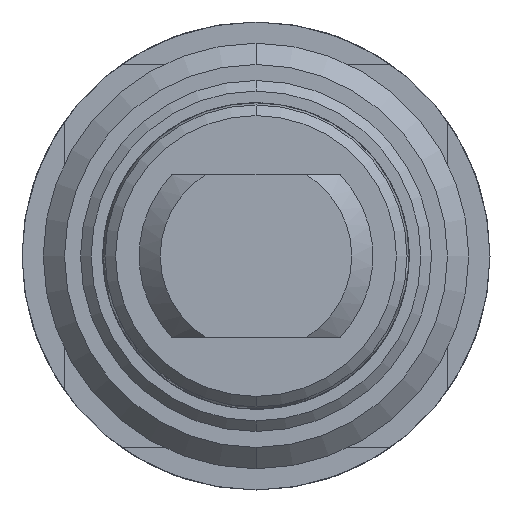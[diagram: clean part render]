
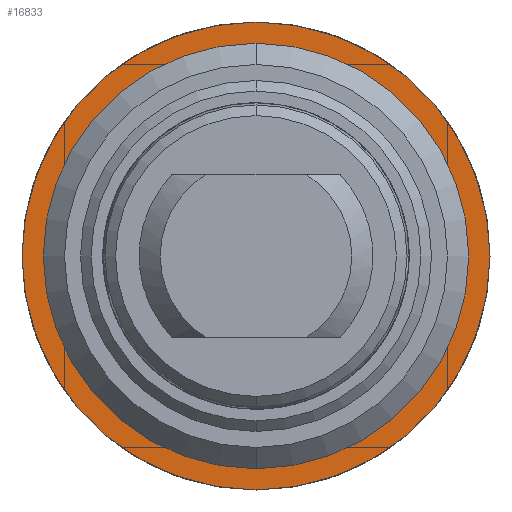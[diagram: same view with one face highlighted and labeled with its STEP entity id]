
A CAD part, front view. The second image highlights one B-rep face of the part: STEP entity #16833.
In plain terms, the highlighted planar face has unit normal (0, -1, 0).
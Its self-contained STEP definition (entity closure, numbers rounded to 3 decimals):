
#385 = VERTEX_POINT ( 'NONE', #470 ) ;
#470 = CARTESIAN_POINT ( 'NONE',  ( 0., 0., -0.9 ) ) ;
#666 = VERTEX_POINT ( 'NONE', #10094 ) ;
#764 = DIRECTION ( 'NONE',  ( 0., 0., -1. ) ) ;
#1424 = DIRECTION ( 'NONE',  ( 0., -1., 0. ) ) ;
#2418 = CARTESIAN_POINT ( 'NONE',  ( 0., 0., 0.9 ) ) ;
#2643 = PLANE ( 'NONE',  #10944 ) ;
#2670 = CIRCLE ( 'NONE', #5641, 1.1 ) ;
#2799 = CARTESIAN_POINT ( 'NONE',  ( 0., 0., 0. ) ) ;
#2951 = EDGE_CURVE ( 'Defeature ausgef�hrt2_27+Defeature ausgef�hrt2_36+Defeature ausgef�hrt2_36+Defeature ausgef�hrt2_36', #385, #5998, #12350, .T. ) ;
#3126 = AXIS2_PLACEMENT_3D ( 'NONE', #17896, #13502, #764 ) ;
#3951 = EDGE_CURVE ( 'Defeature ausgef�hrt2_27+Defeature ausgef�hrt2_36+Defeature ausgef�hrt2_36+Defeature ausgef�hrt2_36', #5998, #385, #11615, .T. ) ;
#4478 = DIRECTION ( 'NONE',  ( 0., 0., -1. ) ) ;
#4917 = EDGE_LOOP ( 'NONE', ( #6936, #17626 ) ) ;
#5277 = DIRECTION ( 'NONE',  ( 0., 0., -1. ) ) ;
#5573 = ORIENTED_EDGE ( 'NONE', *, *, #2951, .F. ) ;
#5641 = AXIS2_PLACEMENT_3D ( 'NONE', #17309, #13221, #7513 ) ;
#5998 = VERTEX_POINT ( 'NONE', #2418 ) ;
#6936 = ORIENTED_EDGE ( 'NONE', *, *, #16184, .T. ) ;
#7042 = VERTEX_POINT ( 'NONE', #17231 ) ;
#7513 = DIRECTION ( 'NONE',  ( 0., 0., -1. ) ) ;
#7584 = CIRCLE ( 'NONE', #8168, 1.1 ) ;
#8032 = FACE_BOUND ( 'NONE', #16319, .T. ) ;
#8168 = AXIS2_PLACEMENT_3D ( 'NONE', #2799, #1424, #4478 ) ;
#9590 = AXIS2_PLACEMENT_3D ( 'NONE', #15343, #15400, #15288 ) ;
#10094 = CARTESIAN_POINT ( 'NONE',  ( 0., 0., -1.1 ) ) ;
#10944 = AXIS2_PLACEMENT_3D ( 'NONE', #18186, #11094, #5277 ) ;
#11094 = DIRECTION ( 'NONE',  ( 0., -1., 0. ) ) ;
#11615 = CIRCLE ( 'NONE', #3126, 0.9 ) ;
#11814 = ORIENTED_EDGE ( 'NONE', *, *, #3951, .F. ) ;
#12350 = CIRCLE ( 'NONE', #9590, 0.9 ) ;
#13221 = DIRECTION ( 'NONE',  ( 0., -1., 0. ) ) ;
#13502 = DIRECTION ( 'NONE',  ( 0., -1., 0. ) ) ;
#14986 = FACE_OUTER_BOUND ( 'NONE', #4917, .T. ) ;
#15288 = DIRECTION ( 'NONE',  ( 0., 0., -1. ) ) ;
#15343 = CARTESIAN_POINT ( 'NONE',  ( 0., 0., 0. ) ) ;
#15400 = DIRECTION ( 'NONE',  ( 0., -1., 0. ) ) ;
#15766 = EDGE_CURVE ( 'Defeature ausgef�hrt2_36+Defeature ausgef�hrt2_37+Defeature ausgef�hrt2_37+Defeature ausgef�hrt2_37', #7042, #666, #7584, .T. ) ;
#16184 = EDGE_CURVE ( 'Defeature ausgef�hrt2_36+Defeature ausgef�hrt2_37+Defeature ausgef�hrt2_37+Defeature ausgef�hrt2_37', #666, #7042, #2670, .T. ) ;
#16319 = EDGE_LOOP ( 'NONE', ( #5573, #11814 ) ) ;
#16833 = ADVANCED_FACE ( 'Defeature ausgef�hrt2_36', ( #14986, #8032 ), #2643, .T. ) ;
#17231 = CARTESIAN_POINT ( 'NONE',  ( 0., 0., 1.1 ) ) ;
#17309 = CARTESIAN_POINT ( 'NONE',  ( 0., 0., 0. ) ) ;
#17626 = ORIENTED_EDGE ( 'NONE', *, *, #15766, .T. ) ;
#17896 = CARTESIAN_POINT ( 'NONE',  ( 0., 0., 0. ) ) ;
#18186 = CARTESIAN_POINT ( 'NONE',  ( 1.1, 0., 0. ) ) ;
